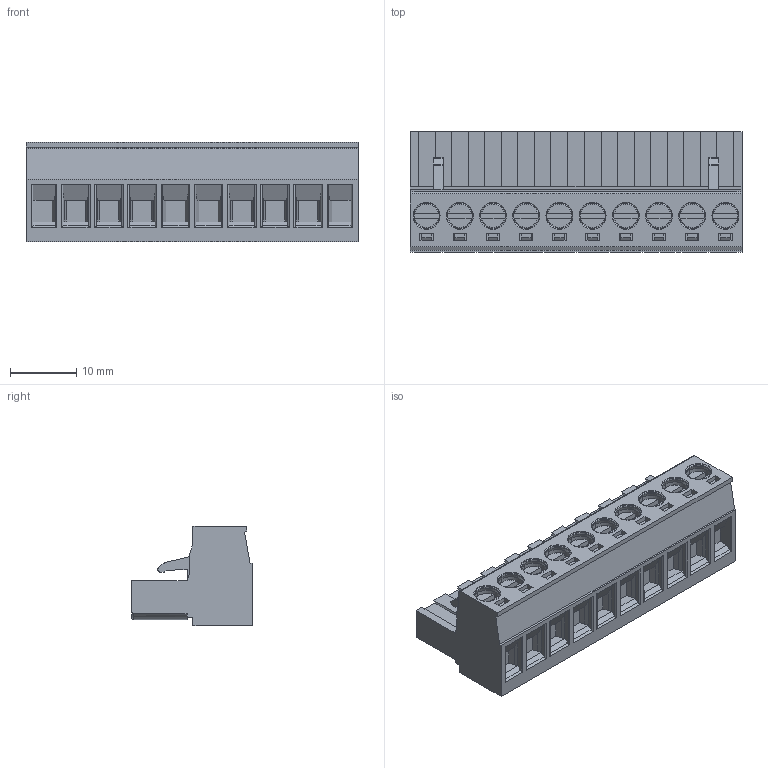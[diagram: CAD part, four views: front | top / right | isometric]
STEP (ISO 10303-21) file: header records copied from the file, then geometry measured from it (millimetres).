
FILE_DESCRIPTION((''),'2;1');
FILE_NAME('WJ2EDGK-500-10P-OOA','2017-03-15T',('QZY'),(''),'CREO PARAMETRIC BY PTC INC, 2014440','CREO PARAMETRIC BY PTC INC, 2014440','');
FILE_SCHEMA(('CONFIG_CONTROL_DESIGN'));
Length unit declared in the file: millimetre
Products named in the file (1): WJ2EDGK-500-10P-OOA
Bounding box: 50 x 18.1 x 15.05 mm (x, y, z)
Volume: 8060.9 mm3; surface area: 5599.6 mm2
Topology: 1 solids, 1 shells, 991 faces, 2401 edges, 1502 vertices
Faces by surface type: plane 549, cylinder 292, cone 80, torus 70
Entity records: 29090 total; most frequent: CARTESIAN_POINT 5450, DIRECTION 5017, ORIENTED_EDGE 4802, EDGE_CURVE 2401, AXIS2_PLACEMENT_3D 1705, VECTOR 1607, LINE 1607, VERTEX_POINT 1502
